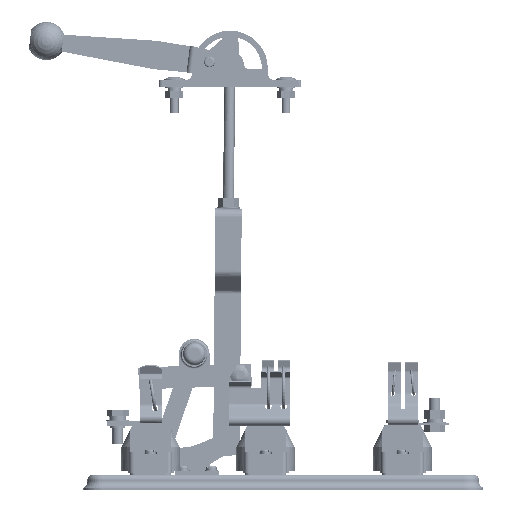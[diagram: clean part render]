
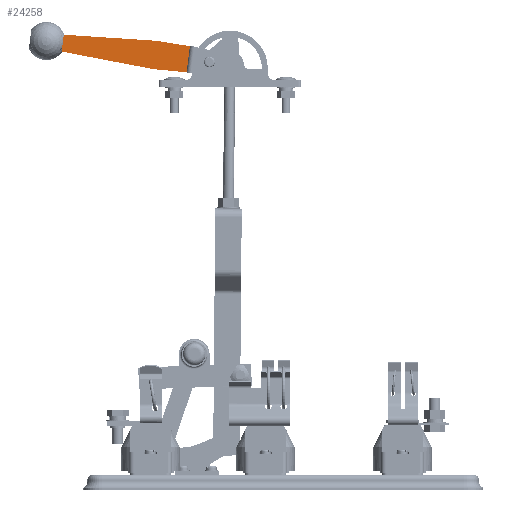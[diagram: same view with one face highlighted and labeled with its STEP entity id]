
A CAD part, left-side view. The second image highlights one B-rep face of the part: STEP entity #24258.
In plain terms, the highlighted planar face has unit normal (-1, 0, 0).
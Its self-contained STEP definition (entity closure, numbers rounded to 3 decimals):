
#90 = VECTOR ( 'NONE', #49598, 1000. ) ;
#981 = CARTESIAN_POINT ( 'NONE',  ( 180.4, 118.647, 380.167 ) ) ;
#3253 = VERTEX_POINT ( 'NONE', #86070 ) ;
#3841 = EDGE_LOOP ( 'NONE', ( #10122, #21479, #103833, #93530, #111076, #100945, #71765, #9192 ) ) ;
#4179 = VERTEX_POINT ( 'NONE', #33407 ) ;
#5106 = CARTESIAN_POINT ( 'NONE',  ( 180.4, 117.13, 384.022 ) ) ;
#6341 = DIRECTION ( 'NONE',  ( 0., -0.998, -0.066 ) ) ;
#9192 = ORIENTED_EDGE ( 'NONE', *, *, #70277, .F. ) ;
#10122 = ORIENTED_EDGE ( 'NONE', *, *, #69472, .F. ) ;
#10145 = CARTESIAN_POINT ( 'NONE',  ( 180.4, 117.13, 384.022 ) ) ;
#11578 = VERTEX_POINT ( 'NONE', #61506 ) ;
#11590 = DIRECTION ( 'NONE',  ( 0., 0., -1. ) ) ;
#12152 = DIRECTION ( 'NONE',  ( 1., 0., 0. ) ) ;
#12280 = VECTOR ( 'NONE', #30534, 1000. ) ;
#12526 = VERTEX_POINT ( 'NONE', #5106 ) ;
#13126 = VERTEX_POINT ( 'NONE', #120990 ) ;
#13155 = VECTOR ( 'NONE', #72853, 1000. ) ;
#19742 = LINE ( 'NONE', #68373, #127254 ) ;
#21479 = ORIENTED_EDGE ( 'NONE', *, *, #69115, .F. ) ;
#24211 = CARTESIAN_POINT ( 'NONE',  ( 180.4, 88.179, 381.296 ) ) ;
#24258 = ADVANCED_FACE ( 'NONE', ( #133199 ), #133735, .F. ) ;
#27086 = CARTESIAN_POINT ( 'NONE',  ( 180.4, 113.823, 409.776 ) ) ;
#27355 = AXIS2_PLACEMENT_3D ( 'NONE', #133099, #132386, #132239 ) ;
#28145 = LINE ( 'NONE', #27086, #90 ) ;
#30534 = DIRECTION ( 'NONE',  ( 0., -0.127, 0.992 ) ) ;
#33407 = CARTESIAN_POINT ( 'NONE',  ( 180.4, 119.976, 384.428 ) ) ;
#41183 = LINE ( 'NONE', #10145, #13155 ) ;
#43642 = LINE ( 'NONE', #51679, #12280 ) ;
#47121 = AXIS2_PLACEMENT_3D ( 'NONE', #981, #74316, #11590 ) ;
#47912 = DIRECTION ( 'NONE',  ( 0., 0.982, 0.189 ) ) ;
#49598 = DIRECTION ( 'NONE',  ( 0., -0.987, -0.161 ) ) ;
#51679 = CARTESIAN_POINT ( 'NONE',  ( 180.4, 200.224, 415.593 ) ) ;
#53363 = VECTOR ( 'NONE', #6341, 1000. ) ;
#54755 = VERTEX_POINT ( 'NONE', #24211 ) ;
#58728 = CARTESIAN_POINT ( 'NONE',  ( 180.4, 200.224, 415.593 ) ) ;
#61506 = CARTESIAN_POINT ( 'NONE',  ( 180.4, 113.823, 409.776 ) ) ;
#68373 = CARTESIAN_POINT ( 'NONE',  ( 180.4, 202.198, 400.22 ) ) ;
#68644 = LINE ( 'NONE', #132883, #99439 ) ;
#69115 = EDGE_CURVE ( 'NONE', #13126, #3253, #43642, .T. ) ;
#69472 = EDGE_CURVE ( 'NONE', #3253, #118509, #81031, .T. ) ;
#70277 = EDGE_CURVE ( 'NONE', #118509, #11578, #72642, .T. ) ;
#70850 = DIRECTION ( 'NONE',  ( 0., 0.127, -0.992 ) ) ;
#71615 = EDGE_CURVE ( 'NONE', #11578, #75304, #28145, .T. ) ;
#71765 = ORIENTED_EDGE ( 'NONE', *, *, #71615, .F. ) ;
#71894 = CIRCLE ( 'NONE', #109890, 30. ) ;
#72642 = CIRCLE ( 'NONE', #47121, 30. ) ;
#72853 = DIRECTION ( 'NONE',  ( 0., 0.996, 0.094 ) ) ;
#73756 = EDGE_CURVE ( 'NONE', #54755, #12526, #41183, .T. ) ;
#74316 = DIRECTION ( 'NONE',  ( 1., 0., 0. ) ) ;
#74762 = EDGE_CURVE ( 'NONE', #12526, #4179, #71894, .T. ) ;
#74881 = CARTESIAN_POINT ( 'NONE',  ( 180.4, 114.317, 413.89 ) ) ;
#75304 = VERTEX_POINT ( 'NONE', #125502 ) ;
#75990 = EDGE_CURVE ( 'NONE', #4179, #13126, #19742, .T. ) ;
#77051 = EDGE_CURVE ( 'NONE', #75304, #54755, #68644, .T. ) ;
#79660 = CARTESIAN_POINT ( 'NONE',  ( 180.4, 116.679, 410.102 ) ) ;
#81031 = LINE ( 'NONE', #58728, #53363 ) ;
#85441 = DIRECTION ( 'NONE',  ( 0., 0., -1. ) ) ;
#86070 = CARTESIAN_POINT ( 'NONE',  ( 180.4, 200.224, 415.593 ) ) ;
#93530 = ORIENTED_EDGE ( 'NONE', *, *, #74762, .F. ) ;
#99439 = VECTOR ( 'NONE', #70850, 1000. ) ;
#100945 = ORIENTED_EDGE ( 'NONE', *, *, #77051, .F. ) ;
#103833 = ORIENTED_EDGE ( 'NONE', *, *, #75990, .F. ) ;
#109890 = AXIS2_PLACEMENT_3D ( 'NONE', #74881, #12152, #85441 ) ;
#111076 = ORIENTED_EDGE ( 'NONE', *, *, #73756, .F. ) ;
#118509 = VERTEX_POINT ( 'NONE', #79660 ) ;
#120990 = CARTESIAN_POINT ( 'NONE',  ( 180.4, 202.198, 400.22 ) ) ;
#125502 = CARTESIAN_POINT ( 'NONE',  ( 180.4, 85.123, 405.101 ) ) ;
#127254 = VECTOR ( 'NONE', #47912, 1000. ) ;
#132239 = DIRECTION ( 'NONE',  ( 0., 0., -1. ) ) ;
#132386 = DIRECTION ( 'NONE',  ( 1., 0., 0. ) ) ;
#132883 = CARTESIAN_POINT ( 'NONE',  ( 180.4, 85.123, 405.101 ) ) ;
#133099 = CARTESIAN_POINT ( 'NONE',  ( 180.4, 118.647, 380.167 ) ) ;
#133199 = FACE_OUTER_BOUND ( 'NONE', #3841, .T. ) ;
#133735 = PLANE ( 'NONE',  #27355 ) ;
